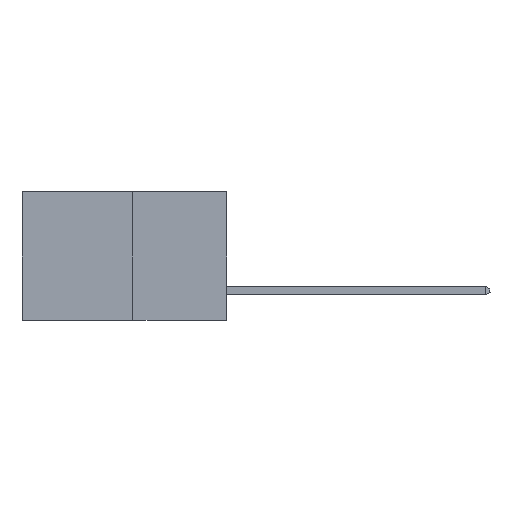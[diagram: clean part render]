
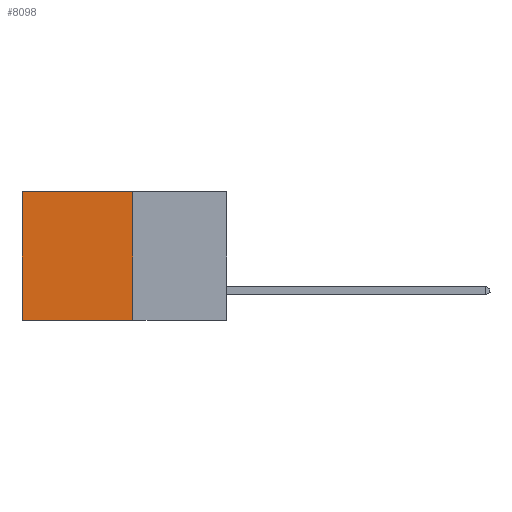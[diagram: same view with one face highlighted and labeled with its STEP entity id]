
A CAD part, left-side view. The second image highlights one B-rep face of the part: STEP entity #8098.
In plain terms, the highlighted planar face has unit normal (-1, 0, 0).
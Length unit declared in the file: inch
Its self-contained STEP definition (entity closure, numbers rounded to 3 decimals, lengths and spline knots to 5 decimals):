
#735 = CARTESIAN_POINT ( 'NONE',  ( 0.277, 0.27, -0.37 ) ) ;
#2556 = EDGE_CURVE ( 'NONE', #7087, #29027, #24876, .T. ) ;
#3012 = DIRECTION ( 'NONE',  ( 1., 0., 0. ) ) ;
#4611 = CARTESIAN_POINT ( 'NONE',  ( 0.277, 0.27, 0. ) ) ;
#6312 = CARTESIAN_POINT ( 'NONE',  ( 0.277, 0.59, -0.37 ) ) ;
#6808 = ORIENTED_EDGE ( 'NONE', *, *, #7723, .T. ) ;
#7087 = VERTEX_POINT ( 'NONE', #15154 ) ;
#7625 = VECTOR ( 'NONE', #14093, 39.37008 ) ;
#7723 = EDGE_CURVE ( 'NONE', #20977, #29027, #9918, .T. ) ;
#8098 = ADVANCED_FACE ( 'NONE', ( #17715 ), #27711, .F. ) ;
#9459 = CARTESIAN_POINT ( 'NONE',  ( 0.277, 0.27, 0. ) ) ;
#9918 = LINE ( 'NONE', #6312, #21906 ) ;
#10304 = EDGE_CURVE ( 'NONE', #17999, #20977, #22142, .T. ) ;
#12290 = EDGE_CURVE ( 'NONE', #17999, #7087, #21651, .T. ) ;
#12301 = ORIENTED_EDGE ( 'NONE', *, *, #10304, .T. ) ;
#14093 = DIRECTION ( 'NONE',  ( 0., 1., 0. ) ) ;
#14192 = CARTESIAN_POINT ( 'NONE',  ( 0.277, 0.27, -0.37 ) ) ;
#15154 = CARTESIAN_POINT ( 'NONE',  ( 0.277, 0.27, -0.37 ) ) ;
#15916 = DIRECTION ( 'NONE',  ( 0., 1., 0. ) ) ;
#17715 = FACE_OUTER_BOUND ( 'NONE', #27481, .T. ) ;
#17999 = VERTEX_POINT ( 'NONE', #9459 ) ;
#18840 = DIRECTION ( 'NONE',  ( 0., 0., -1. ) ) ;
#19753 = DIRECTION ( 'NONE',  ( 0., 0., -1. ) ) ;
#20779 = CARTESIAN_POINT ( 'NONE',  ( 0.277, 0.27, -0.37 ) ) ;
#20923 = CARTESIAN_POINT ( 'NONE',  ( 0.277, 0.59, -0.37 ) ) ;
#20936 = VECTOR ( 'NONE', #23052, 39.37008 ) ;
#20977 = VERTEX_POINT ( 'NONE', #28997 ) ;
#21651 = LINE ( 'NONE', #20779, #20936 ) ;
#21906 = VECTOR ( 'NONE', #19753, 39.37008 ) ;
#22142 = LINE ( 'NONE', #4611, #28049 ) ;
#22655 = ORIENTED_EDGE ( 'NONE', *, *, #12290, .F. ) ;
#23052 = DIRECTION ( 'NONE',  ( 0., 0., -1. ) ) ;
#23413 = ORIENTED_EDGE ( 'NONE', *, *, #2556, .F. ) ;
#24876 = LINE ( 'NONE', #14192, #7625 ) ;
#27481 = EDGE_LOOP ( 'NONE', ( #6808, #23413, #22655, #12301 ) ) ;
#27711 = PLANE ( 'NONE',  #27851 ) ;
#27851 = AXIS2_PLACEMENT_3D ( 'NONE', #735, #3012, #18840 ) ;
#28049 = VECTOR ( 'NONE', #15916, 39.37008 ) ;
#28997 = CARTESIAN_POINT ( 'NONE',  ( 0.277, 0.59, 0. ) ) ;
#29027 = VERTEX_POINT ( 'NONE', #20923 ) ;
